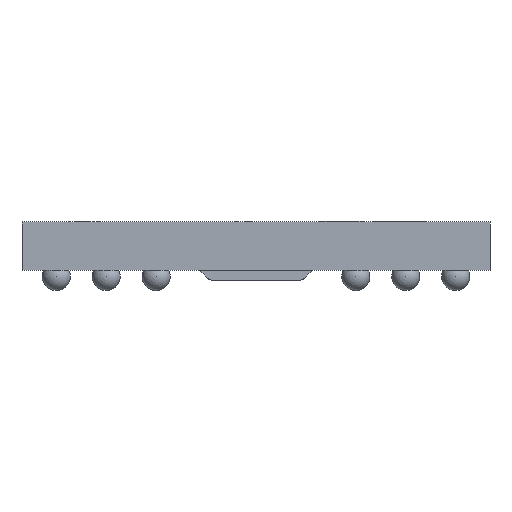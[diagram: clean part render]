
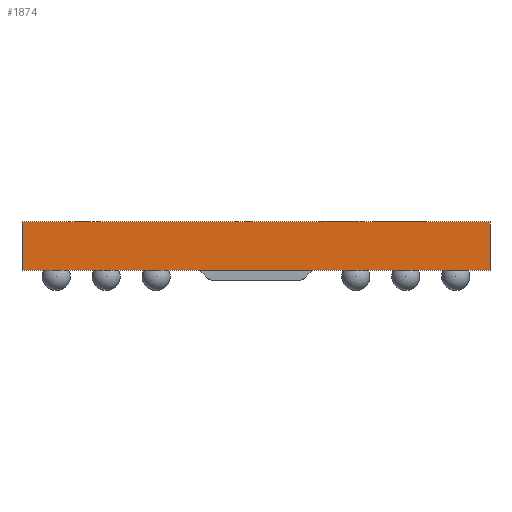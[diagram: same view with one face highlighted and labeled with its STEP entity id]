
A CAD part, front view. The second image highlights one B-rep face of the part: STEP entity #1874.
In plain terms, the highlighted planar face has unit normal (0, -1, 0).
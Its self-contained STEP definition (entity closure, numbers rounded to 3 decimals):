
#727 = VECTOR ( 'NONE', #20448, 1000. ) ;
#771 = LINE ( 'NONE', #12740, #21396 ) ;
#876 = DIRECTION ( 'NONE',  ( 1., 0., 0. ) ) ;
#1425 = ORIENTED_EDGE ( 'NONE', *, *, #16073, .T. ) ;
#1874 = ADVANCED_FACE ( 'NONE', ( #12815 ), #17061, .F. ) ;
#3085 = CARTESIAN_POINT ( 'NONE',  ( 3.75, -6.5, 0.775 ) ) ;
#3738 = VERTEX_POINT ( 'NONE', #3085 ) ;
#4045 = ORIENTED_EDGE ( 'NONE', *, *, #18421, .F. ) ;
#5350 = EDGE_LOOP ( 'NONE', ( #1425, #16041, #4045, #18296 ) ) ;
#6290 = LINE ( 'NONE', #8140, #727 ) ;
#6757 = LINE ( 'NONE', #24498, #12503 ) ;
#8051 = CARTESIAN_POINT ( 'NONE',  ( 3.75, -6.5, 0. ) ) ;
#8140 = CARTESIAN_POINT ( 'NONE',  ( -3.75, -6.5, 0.775 ) ) ;
#11542 = VERTEX_POINT ( 'NONE', #8051 ) ;
#11673 = AXIS2_PLACEMENT_3D ( 'NONE', #17454, #25160, #18952 ) ;
#12231 = VECTOR ( 'NONE', #876, 1000. ) ;
#12403 = DIRECTION ( 'NONE',  ( 0., 0., -1. ) ) ;
#12503 = VECTOR ( 'NONE', #12403, 1000. ) ;
#12740 = CARTESIAN_POINT ( 'NONE',  ( -3.75, -6.5, 0.775 ) ) ;
#12815 = FACE_OUTER_BOUND ( 'NONE', #5350, .T. ) ;
#14789 = EDGE_CURVE ( 'NONE', #3738, #11542, #6757, .T. ) ;
#16013 = VERTEX_POINT ( 'NONE', #21382 ) ;
#16041 = ORIENTED_EDGE ( 'NONE', *, *, #14789, .F. ) ;
#16073 = EDGE_CURVE ( 'NONE', #16013, #11542, #18567, .T. ) ;
#16570 = DIRECTION ( 'NONE',  ( 1., 0., 0. ) ) ;
#17061 = PLANE ( 'NONE',  #11673 ) ;
#17454 = CARTESIAN_POINT ( 'NONE',  ( -3.75, -6.5, 0.775 ) ) ;
#18296 = ORIENTED_EDGE ( 'NONE', *, *, #19148, .T. ) ;
#18421 = EDGE_CURVE ( 'NONE', #20801, #3738, #771, .T. ) ;
#18567 = LINE ( 'NONE', #18969, #12231 ) ;
#18952 = DIRECTION ( 'NONE',  ( 0., 0., 1. ) ) ;
#18969 = CARTESIAN_POINT ( 'NONE',  ( -3.75, -6.5, 0. ) ) ;
#19148 = EDGE_CURVE ( 'NONE', #20801, #16013, #6290, .T. ) ;
#19716 = CARTESIAN_POINT ( 'NONE',  ( -3.75, -6.5, 0.775 ) ) ;
#20448 = DIRECTION ( 'NONE',  ( 0., 0., -1. ) ) ;
#20801 = VERTEX_POINT ( 'NONE', #19716 ) ;
#21382 = CARTESIAN_POINT ( 'NONE',  ( -3.75, -6.5, 0. ) ) ;
#21396 = VECTOR ( 'NONE', #16570, 1000. ) ;
#24498 = CARTESIAN_POINT ( 'NONE',  ( 3.75, -6.5, 0.775 ) ) ;
#25160 = DIRECTION ( 'NONE',  ( 0., 1., 0. ) ) ;
